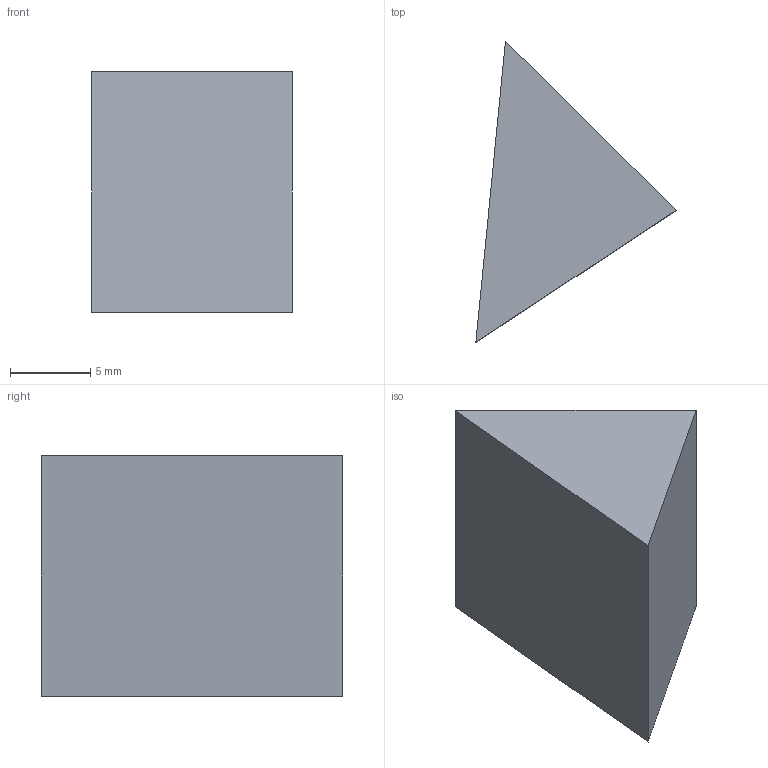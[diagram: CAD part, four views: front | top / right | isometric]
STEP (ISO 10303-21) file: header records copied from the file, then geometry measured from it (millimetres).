
FILE_DESCRIPTION (( 'STEP AP214' ), '1' );
FILE_NAME ('469003.STEP', '2019-08-23T02:36:07', ( 'user' ), ( '微软中国' ), 'SwSTEP 2.0', 'SolidWorks 2016', '' );
FILE_SCHEMA (( 'AUTOMOTIVE_DESIGN' ));
Length unit declared in the file: millimetre
Products named in the file (1): 469003
Bounding box: 12.51 x 18.82 x 15 mm (x, y, z)
Volume: 1651.5 mm3; surface area: 953.9 mm2
Topology: 1 solids, 1 shells, 5 faces, 9 edges, 6 vertices
Faces by surface type: plane 5
Entity records: 157 total; most frequent: CARTESIAN_POINT 21, DIRECTION 21, ORIENTED_EDGE 18, EDGE_CURVE 9, VECTOR 9, LINE 9, VERTEX_POINT 6, AXIS2_PLACEMENT_3D 6
